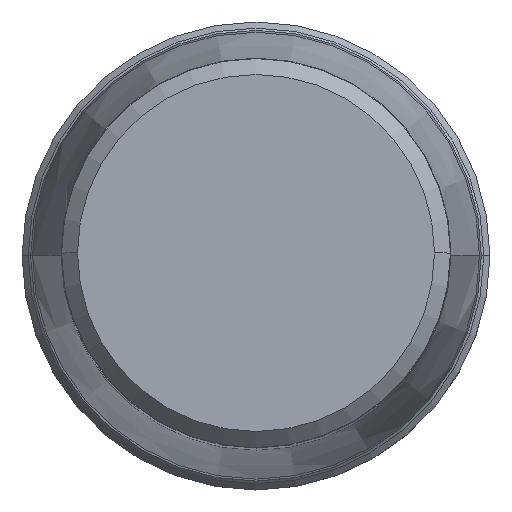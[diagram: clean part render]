
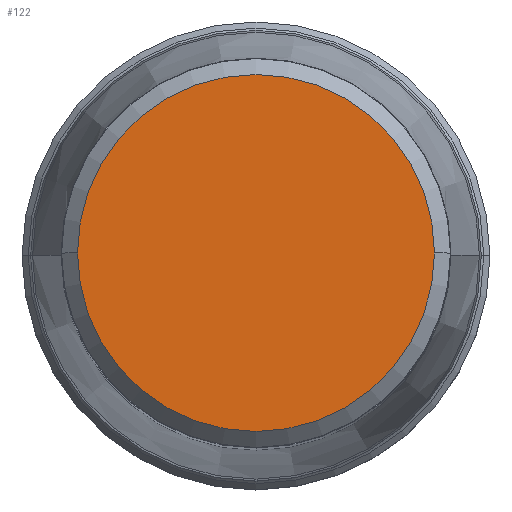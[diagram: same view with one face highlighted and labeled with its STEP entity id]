
A CAD part, top view. The second image highlights one B-rep face of the part: STEP entity #122.
In plain terms, the highlighted planar face has unit normal (0, 0, 1).
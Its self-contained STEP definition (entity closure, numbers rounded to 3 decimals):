
#67=PLANE('',#1170);
#122=ADVANCED_FACE('',(#219),#67,.F.);
#219=FACE_OUTER_BOUND('',#283,.T.);
#283=EDGE_LOOP('',(#485,#486));
#485=ORIENTED_EDGE('',*,*,#712,.F.);
#486=ORIENTED_EDGE('',*,*,#710,.F.);
#601=VERTEX_POINT('',#1806);
#602=VERTEX_POINT('',#1808);
#710=EDGE_CURVE('',#601,#602,#799,.T.);
#712=EDGE_CURVE('',#602,#601,#800,.T.);
#799=CIRCLE('',#1166,14.536);
#800=CIRCLE('',#1168,14.536);
#1166=AXIS2_PLACEMENT_3D('',#1807,#1474,#1475);
#1168=AXIS2_PLACEMENT_3D('',#1811,#1479,#1480);
#1170=AXIS2_PLACEMENT_3D('',#1813,#1483,#1484);
#1474=DIRECTION('',(0.,0.,-1.));
#1475=DIRECTION('',(-1.,0.,0.));
#1479=DIRECTION('',(0.,0.,-1.));
#1480=DIRECTION('',(1.,0.,0.));
#1483=DIRECTION('',(0.,0.,-1.));
#1484=DIRECTION('',(1.,0.,0.));
#1806=CARTESIAN_POINT('',(-14.536,0.,0.));
#1807=CARTESIAN_POINT('',(0.,0.,0.));
#1808=CARTESIAN_POINT('',(14.536,0.,0.));
#1811=CARTESIAN_POINT('',(0.,0.,0.));
#1813=CARTESIAN_POINT('',(0.,0.,0.));
